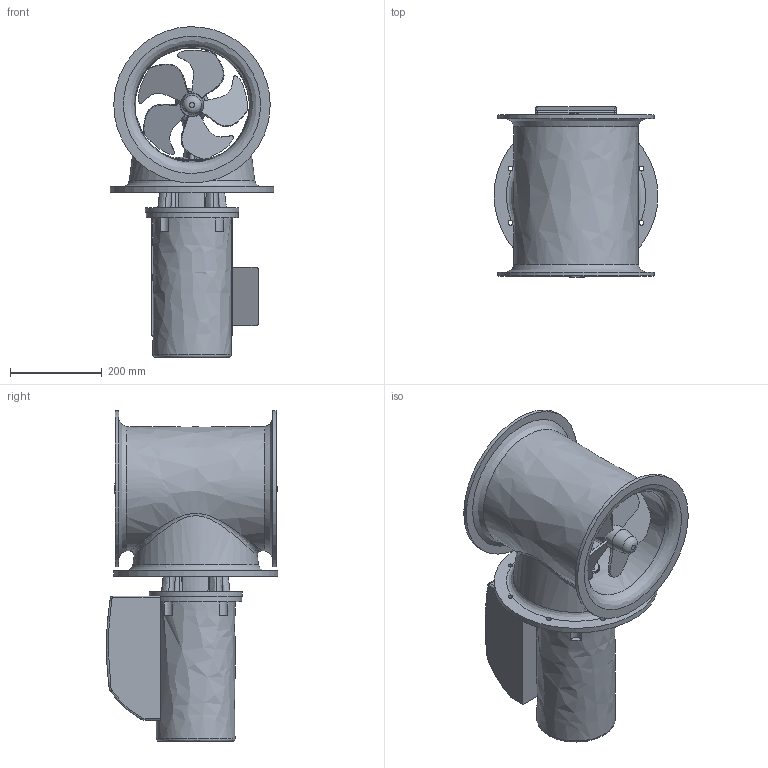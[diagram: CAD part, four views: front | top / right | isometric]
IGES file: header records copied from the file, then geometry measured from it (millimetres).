
Global section: file name: SE170-250TC STERN; native system: Autodesk Inventor 2016; preprocessor: unknown; author: Elvira H. ; date: 20160920.155653; units: millimetre
Bounding box: 356 x 372.15 x 718.55 mm (x, y, z)
Volume: 20777726.6 mm3; surface area: 1691402 mm2
Topology: 3 solids, 3 shells, 371 faces, 1023 edges, 682 vertices
Faces by surface type: bspline 371
